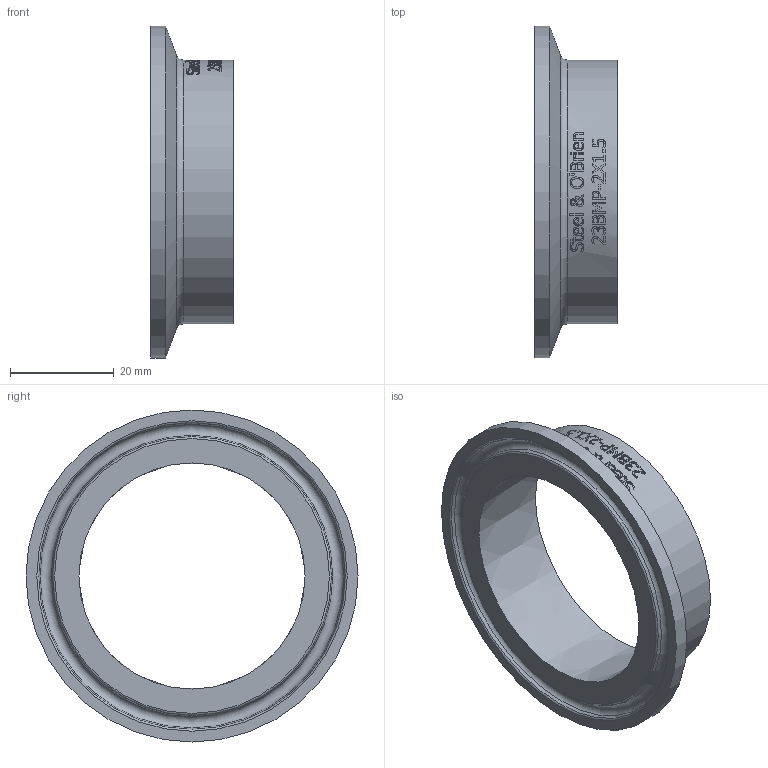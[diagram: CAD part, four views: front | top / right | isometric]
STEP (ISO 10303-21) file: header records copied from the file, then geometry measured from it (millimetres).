
FILE_DESCRIPTION(/* description */ (''),/* implementation_level */ '2;1');
FILE_NAME(/* name */ '23BMP-2X1.5.ipt.stp',/* time_stamp */ '2019-05-02T16:16:15-04:00',/* author */ ('Engineering'),/* organization */ (''),/* preprocessor_version */ 'ST-DEVELOPER v15.2',/* originating_system */ 'Autodesk Inventor 2014',/* authorisation */ '');
FILE_SCHEMA (('AUTOMOTIVE_DESIGN { 1 0 10303 214 3 1 1 }'));
Length unit declared in the file: inch
Products named in the file (1): 23BMP-2X1.5
Bounding box: 15.88 x 63.91 x 63.91 mm (x, y, z)
Volume: 12175.5 mm3; surface area: 8182.1 mm2
Topology: 1 solids, 1 shells, 413 faces, 1115 edges, 741 vertices
Faces by surface type: bspline 196, plane 171, cylinder 38, torus 4, cone 4
Full cylindrical faces by diameter (mm): 50.8 x1, 63.906 x1
Entity records: 16502 total; most frequent: CARTESIAN_POINT 7238, ORIENTED_EDGE 2210, DIRECTION 1360, EDGE_CURVE 1105, VERTEX_POINT 741, LINE 502, VECTOR 502, EDGE_LOOP 462
